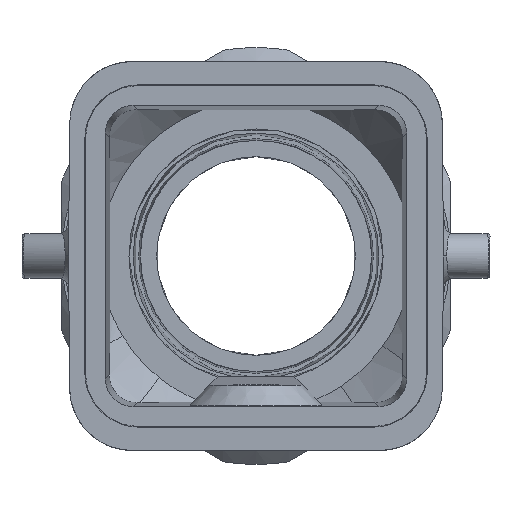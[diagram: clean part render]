
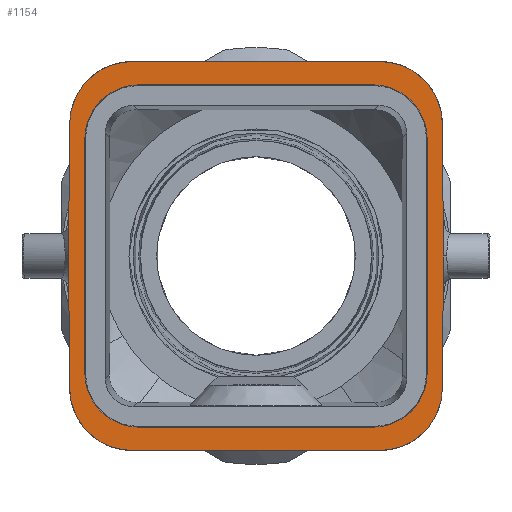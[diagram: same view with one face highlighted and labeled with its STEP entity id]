
A CAD part, front view. The second image highlights one B-rep face of the part: STEP entity #1154.
In plain terms, the highlighted planar face has unit normal (0, -1, 0).
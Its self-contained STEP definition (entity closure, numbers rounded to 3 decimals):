
#1154=ADVANCED_FACE('',(#2180,#2181),#1392,.F.);
#1392=PLANE('',#8673);
#1561=CIRCLE('',#8615,3.933);
#1562=CIRCLE('',#8618,3.933);
#1563=CIRCLE('',#8621,3.933);
#1564=CIRCLE('',#8624,3.933);
#1571=CIRCLE('',#8658,4.5);
#1572=CIRCLE('',#8661,4.5);
#1573=CIRCLE('',#8670,4.5);
#1574=CIRCLE('',#8672,4.5);
#2180=FACE_BOUND('',#2616,.T.);
#2181=FACE_BOUND('',#2617,.T.);
#2616=EDGE_LOOP('',(#4842,#4843,#4844,#4845,#4846,#4847,#4848,#4849));
#2617=EDGE_LOOP('',(#4850,#4851,#4852,#4853,#4854,#4855,#4856,#4857,#4858,
#4859));
#4842=ORIENTED_EDGE('',*,*,#6919,.T.);
#4843=ORIENTED_EDGE('',*,*,#6922,.F.);
#4844=ORIENTED_EDGE('',*,*,#6924,.T.);
#4845=ORIENTED_EDGE('',*,*,#6926,.F.);
#4846=ORIENTED_EDGE('',*,*,#6928,.T.);
#4847=ORIENTED_EDGE('',*,*,#6930,.F.);
#4848=ORIENTED_EDGE('',*,*,#6932,.T.);
#4849=ORIENTED_EDGE('',*,*,#6933,.F.);
#4850=ORIENTED_EDGE('',*,*,#7044,.F.);
#4851=ORIENTED_EDGE('',*,*,#7028,.F.);
#4852=ORIENTED_EDGE('',*,*,#7025,.F.);
#4853=ORIENTED_EDGE('',*,*,#7022,.F.);
#4854=ORIENTED_EDGE('',*,*,#7017,.F.);
#4855=ORIENTED_EDGE('',*,*,#7049,.F.);
#4856=ORIENTED_EDGE('',*,*,#7050,.F.);
#4857=ORIENTED_EDGE('',*,*,#7051,.F.);
#4858=ORIENTED_EDGE('',*,*,#7052,.F.);
#4859=ORIENTED_EDGE('',*,*,#7046,.F.);
#5781=VERTEX_POINT('',#16879);
#5782=VERTEX_POINT('',#16881);
#5783=VERTEX_POINT('',#16885);
#5784=VERTEX_POINT('',#16889);
#5785=VERTEX_POINT('',#16893);
#5786=VERTEX_POINT('',#16897);
#5787=VERTEX_POINT('',#16901);
#5788=VERTEX_POINT('',#16905);
#5847=VERTEX_POINT('',#17446);
#5848=VERTEX_POINT('',#17447);
#5852=VERTEX_POINT('',#17477);
#5854=VERTEX_POINT('',#17483);
#5855=VERTEX_POINT('',#17491);
#5863=VERTEX_POINT('',#17566);
#5864=VERTEX_POINT('',#17570);
#5866=VERTEX_POINT('',#17579);
#5867=VERTEX_POINT('',#17581);
#5868=VERTEX_POINT('',#17583);
#6919=EDGE_CURVE('',#5782,#5781,#7557,.T.);
#6922=EDGE_CURVE('',#5783,#5781,#1561,.T.);
#6924=EDGE_CURVE('',#5783,#5784,#7561,.T.);
#6926=EDGE_CURVE('',#5785,#5784,#1562,.T.);
#6928=EDGE_CURVE('',#5785,#5786,#7564,.T.);
#6930=EDGE_CURVE('',#5787,#5786,#1563,.T.);
#6932=EDGE_CURVE('',#5787,#5788,#7567,.T.);
#6933=EDGE_CURVE('',#5782,#5788,#1564,.T.);
#7017=EDGE_CURVE('',#5847,#5848,#1571,.T.);
#7022=EDGE_CURVE('',#5848,#5852,#7589,.T.);
#7025=EDGE_CURVE('',#5852,#5854,#1572,.T.);
#7028=EDGE_CURVE('',#5854,#5855,#7593,.T.);
#7044=EDGE_CURVE('',#5855,#5863,#7600,.T.);
#7046=EDGE_CURVE('',#5863,#5864,#1573,.T.);
#7049=EDGE_CURVE('',#5866,#5847,#7603,.T.);
#7050=EDGE_CURVE('',#5867,#5866,#7604,.T.);
#7051=EDGE_CURVE('',#5868,#5867,#1574,.T.);
#7052=EDGE_CURVE('',#5864,#5868,#7605,.T.);
#7557=LINE('',#16880,#8065);
#7561=LINE('',#16890,#8069);
#7564=LINE('',#16898,#8072);
#7567=LINE('',#16906,#8075);
#7589=LINE('',#17476,#8097);
#7593=LINE('',#17490,#8101);
#7600=LINE('',#17565,#8108);
#7603=LINE('',#17578,#8111);
#7604=LINE('',#17580,#8112);
#7605=LINE('',#17584,#8113);
#8065=VECTOR('',#10033,1.);
#8069=VECTOR('',#10043,1.);
#8072=VECTOR('',#10052,1.);
#8075=VECTOR('',#10061,1.);
#8097=VECTOR('',#10157,1.);
#8101=VECTOR('',#10167,1.);
#8108=VECTOR('',#10186,1.);
#8111=VECTOR('',#10195,1.);
#8112=VECTOR('',#10196,1.);
#8113=VECTOR('',#10199,1.);
#8615=AXIS2_PLACEMENT_3D('',#16886,#10038,#10039);
#8618=AXIS2_PLACEMENT_3D('',#16894,#10047,#10048);
#8621=AXIS2_PLACEMENT_3D('',#16902,#10056,#10057);
#8624=AXIS2_PLACEMENT_3D('',#16908,#10064,#10065);
#8658=AXIS2_PLACEMENT_3D('',#17445,#10151,#10152);
#8661=AXIS2_PLACEMENT_3D('',#17482,#10162,#10163);
#8670=AXIS2_PLACEMENT_3D('',#17569,#10190,#10191);
#8672=AXIS2_PLACEMENT_3D('',#17582,#10197,#10198);
#8673=AXIS2_PLACEMENT_3D('',#17585,#10200,#10201);
#10033=DIRECTION('',(1.,0.,0.));
#10038=DIRECTION('',(0.,-1.,0.));
#10039=DIRECTION('',(1.,0.,0.));
#10043=DIRECTION('',(0.,0.,-1.));
#10047=DIRECTION('',(0.,-1.,0.));
#10048=DIRECTION('',(0.,0.,-1.));
#10052=DIRECTION('',(-1.,0.,0.));
#10056=DIRECTION('',(0.,-1.,0.));
#10057=DIRECTION('',(-1.,0.,0.));
#10061=DIRECTION('',(0.,0.,1.));
#10064=DIRECTION('',(0.,-1.,0.));
#10065=DIRECTION('',(0.,0.,1.));
#10151=DIRECTION('',(0.,1.,0.));
#10152=DIRECTION('',(-1.,0.,0.009));
#10157=DIRECTION('',(1.,0.,0.));
#10162=DIRECTION('',(0.,1.,0.));
#10163=DIRECTION('',(0.,0.,1.));
#10167=DIRECTION('',(0.009,0.,-1.));
#10186=DIRECTION('',(-0.009,0.,-1.));
#10190=DIRECTION('',(0.,1.,0.));
#10191=DIRECTION('',(1.,0.,-0.009));
#10195=DIRECTION('',(0.009,0.,1.));
#10196=DIRECTION('',(-0.009,0.,1.));
#10197=DIRECTION('',(0.,1.,0.));
#10198=DIRECTION('',(0.,0.,-1.));
#10199=DIRECTION('',(-1.,0.,0.));
#10200=DIRECTION('',(0.,1.,0.));
#10201=DIRECTION('',(0.,0.,1.));
#16879=CARTESIAN_POINT('',(8.4,0.,12.333));
#16880=CARTESIAN_POINT('',(-8.4,0.,12.333));
#16881=CARTESIAN_POINT('',(-8.4,0.,12.333));
#16885=CARTESIAN_POINT('',(12.333,0.,8.4));
#16886=CARTESIAN_POINT('',(8.4,0.,8.4));
#16889=CARTESIAN_POINT('',(12.333,0.,-8.4));
#16890=CARTESIAN_POINT('',(12.333,0.,8.4));
#16893=CARTESIAN_POINT('',(8.4,0.,-12.333));
#16894=CARTESIAN_POINT('',(8.4,0.,-8.4));
#16897=CARTESIAN_POINT('',(-8.4,0.,-12.333));
#16898=CARTESIAN_POINT('',(8.4,0.,-12.333));
#16901=CARTESIAN_POINT('',(-12.333,0.,-8.4));
#16902=CARTESIAN_POINT('',(-8.4,0.,-8.4));
#16905=CARTESIAN_POINT('',(-12.333,0.,8.4));
#16906=CARTESIAN_POINT('',(-12.333,0.,-8.4));
#16908=CARTESIAN_POINT('',(-8.4,0.,8.4));
#17445=CARTESIAN_POINT('',(-8.917,0.,9.5));
#17446=CARTESIAN_POINT('',(-13.417,0.,9.539));
#17447=CARTESIAN_POINT('',(-8.917,0.,14.));
#17476=CARTESIAN_POINT('',(-8.917,0.,14.));
#17477=CARTESIAN_POINT('',(8.917,0.,14.));
#17482=CARTESIAN_POINT('',(8.917,0.,9.5));
#17483=CARTESIAN_POINT('',(13.417,0.,9.539));
#17490=CARTESIAN_POINT('',(13.417,0.,9.539));
#17491=CARTESIAN_POINT('',(13.5,0.,0.));
#17565=CARTESIAN_POINT('',(13.5,0.,0.));
#17566=CARTESIAN_POINT('',(13.417,0.,-9.539));
#17569=CARTESIAN_POINT('',(8.917,0.,-9.5));
#17570=CARTESIAN_POINT('',(8.917,0.,-14.));
#17578=CARTESIAN_POINT('',(-13.5,0.,0.));
#17579=CARTESIAN_POINT('',(-13.5,0.,0.));
#17580=CARTESIAN_POINT('',(-13.417,0.,-9.539));
#17581=CARTESIAN_POINT('',(-13.417,0.,-9.539));
#17582=CARTESIAN_POINT('',(-8.917,0.,-9.5));
#17583=CARTESIAN_POINT('',(-8.917,0.,-14.));
#17584=CARTESIAN_POINT('',(8.917,0.,-14.));
#17585=CARTESIAN_POINT('',(0.,0.,0.));
